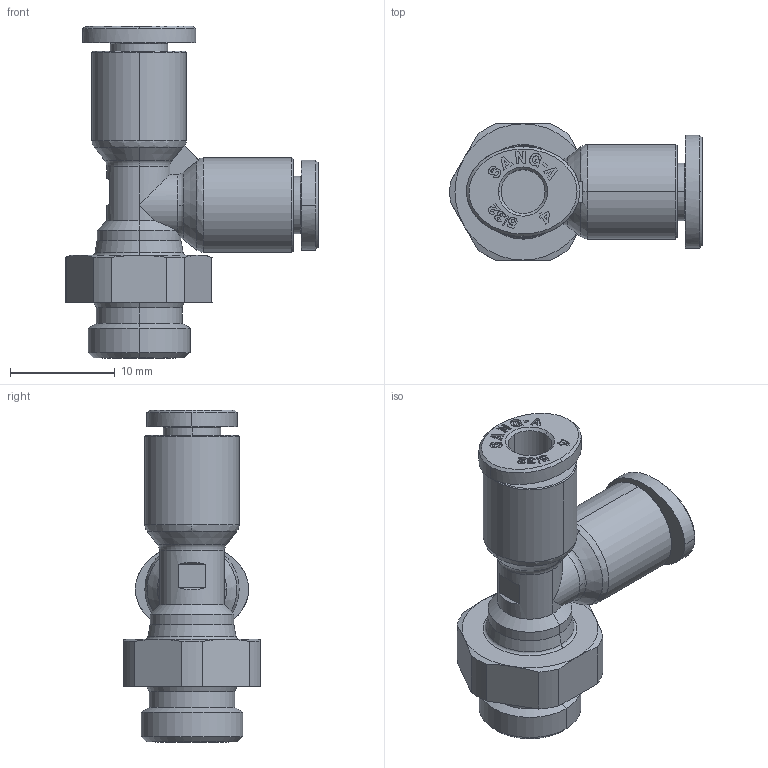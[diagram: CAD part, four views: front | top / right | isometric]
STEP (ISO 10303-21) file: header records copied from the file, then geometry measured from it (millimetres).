
FILE_DESCRIPTION (( 'STEP AP214' ), '1' );
FILE_NAME ('PST04-G01.stp', '2015-10-14T07:49:20', ( '' ), ( '' ), 'SwSTEP 2.0', 'SolidWorks 2015', '' );
FILE_SCHEMA (( 'AUTOMOTIVE_DESIGN' ));
Length unit declared in the file: millimetre
Products named in the file (2): ｦ+ﾃｦ1; PST04-G01
Assembly tree (1 placements, depth 2):
  PST04-G01
    ｦ+ﾃｦ1
Bounding box: 24.09 x 13 x 31.7 mm (x, y, z)
Volume: 2331.6 mm3; surface area: 2355.4 mm2
Topology: 1 solids, 1 shells, 835 faces, 2344 edges, 1548 vertices
Faces by surface type: plane 676, bspline 64, cylinder 47, cone 40, torus 8
Entity records: 29069 total; most frequent: CARTESIAN_POINT 7090, ORIENTED_EDGE 4684, DIRECTION 3859, EDGE_CURVE 2342, VECTOR 2001, LINE 2001, VERTEX_POINT 1548, AXIS2_PLACEMENT_3D 929
